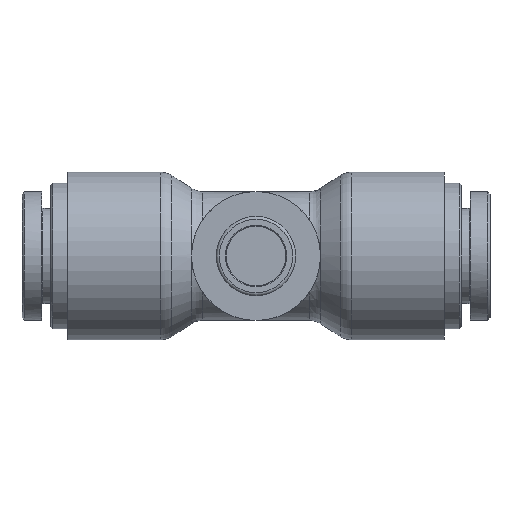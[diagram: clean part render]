
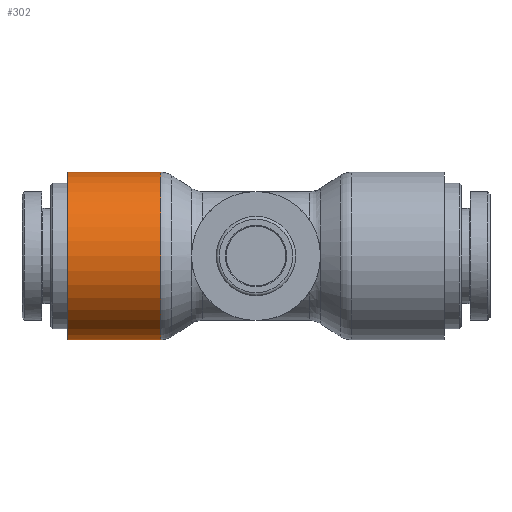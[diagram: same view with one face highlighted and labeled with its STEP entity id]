
A CAD part, front view. The second image highlights one B-rep face of the part: STEP entity #302.
In plain terms, the highlighted cylindrical face has radius 8.45 mm (diameter 16.9 mm), a full revolution.
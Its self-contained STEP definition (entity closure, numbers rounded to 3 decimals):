
#240=CARTESIAN_POINT('',(-9.593,-8.45,0.));
#241=VERTEX_POINT('',#240);
#242=CARTESIAN_POINT('',(-9.593,0.,0.0));
#243=DIRECTION('',(1.0,0.0,0.0));
#244=DIRECTION('',(0.0,1.0,0.0));
#245=AXIS2_PLACEMENT_3D('',#242,#243,#244);
#246=CIRCLE('',#245,8.45);
#247=EDGE_CURVE('',#241,#241,#246,.T.);
#283=CARTESIAN_POINT('',(-14.,0.,0.0));
#284=DIRECTION('',(-1.0,0.,0.0));
#285=DIRECTION('',(0.0,-1.0,0.0));
#286=AXIS2_PLACEMENT_3D('',#283,#284,#285);
#287=CYLINDRICAL_SURFACE('',#286,8.45);
#288=CARTESIAN_POINT('',(-19.0,-8.45,0.0));
#289=VERTEX_POINT('',#288);
#290=CARTESIAN_POINT('',(-19.,0.,0.0));
#291=DIRECTION('',(-1.0,0.0,0.0));
#292=DIRECTION('',(0.0,-1.0,0.0));
#293=AXIS2_PLACEMENT_3D('',#290,#291,#292);
#294=CIRCLE('',#293,8.45);
#295=EDGE_CURVE('',#289,#289,#294,.T.);
#296=ORIENTED_EDGE('',*,*,#295,.F.);
#297=EDGE_LOOP('',(#296));
#298=FACE_OUTER_BOUND('',#297,.T.);
#299=ORIENTED_EDGE('',*,*,#247,.F.);
#300=EDGE_LOOP('',(#299));
#301=FACE_BOUND('',#300,.T.);
#302=ADVANCED_FACE('',(#298,#301),#287,.T.);
